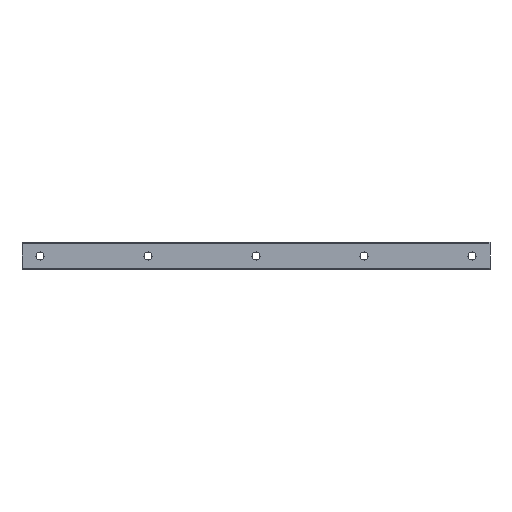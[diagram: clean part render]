
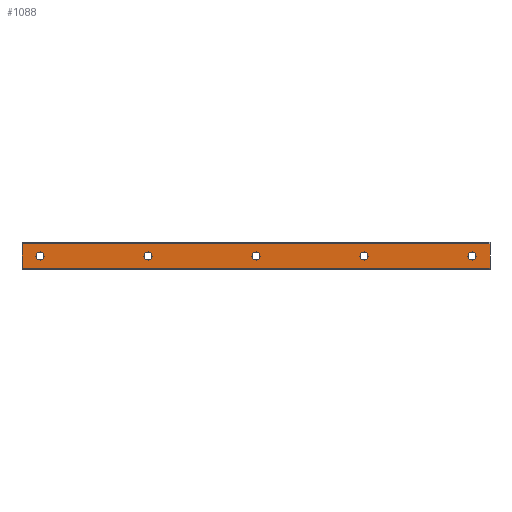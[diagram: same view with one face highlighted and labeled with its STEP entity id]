
A CAD part, front view. The second image highlights one B-rep face of the part: STEP entity #1088.
In plain terms, the highlighted planar face has unit normal (0, -1, 0).
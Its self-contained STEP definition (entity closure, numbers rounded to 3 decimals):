
#68 = ORIENTED_EDGE ( 'NONE', *, *, #2233, .F. ) ;
#88 = DIRECTION ( 'NONE',  ( 0., -1., 0. ) ) ;
#128 = EDGE_CURVE ( 'NONE', #1176, #2185, #1048, .T. ) ;
#135 = DIRECTION ( 'NONE',  ( 1., 0., 0. ) ) ;
#176 = ORIENTED_EDGE ( 'NONE', *, *, #979, .F. ) ;
#192 = EDGE_LOOP ( 'NONE', ( #819, #1793 ) ) ;
#193 = CARTESIAN_POINT ( 'NONE',  ( 240., 0., -2.25 ) ) ;
#203 = CARTESIAN_POINT ( 'NONE',  ( 250., 0., 6.786 ) ) ;
#222 = CIRCLE ( 'NONE', #2271, 2.25 ) ;
#231 = ORIENTED_EDGE ( 'NONE', *, *, #365, .F. ) ;
#249 = VERTEX_POINT ( 'NONE', #193 ) ;
#322 = ORIENTED_EDGE ( 'NONE', *, *, #943, .F. ) ;
#338 = AXIS2_PLACEMENT_3D ( 'NONE', #1319, #584, #1841 ) ;
#340 = DIRECTION ( 'NONE',  ( 0., 0., -1. ) ) ;
#365 = EDGE_CURVE ( 'NONE', #528, #1295, #513, .T. ) ;
#394 = AXIS2_PLACEMENT_3D ( 'NONE', #411, #2004, #1301 ) ;
#407 = CARTESIAN_POINT ( 'NONE',  ( 250., 0., 6.786 ) ) ;
#409 = EDGE_LOOP ( 'NONE', ( #1743, #2123 ) ) ;
#411 = CARTESIAN_POINT ( 'NONE',  ( 240., 0., 0. ) ) ;
#412 = EDGE_LOOP ( 'NONE', ( #1662, #564 ) ) ;
#438 = CARTESIAN_POINT ( 'NONE',  ( 120., 0., 0. ) ) ;
#453 = CARTESIAN_POINT ( 'NONE',  ( 180., 0., 0. ) ) ;
#466 = VERTEX_POINT ( 'NONE', #1005 ) ;
#482 = AXIS2_PLACEMENT_3D ( 'NONE', #1737, #2097, #1908 ) ;
#500 = VERTEX_POINT ( 'NONE', #2084 ) ;
#503 = VERTEX_POINT ( 'NONE', #1049 ) ;
#513 = CIRCLE ( 'NONE', #785, 2.25 ) ;
#520 = VERTEX_POINT ( 'NONE', #899 ) ;
#528 = VERTEX_POINT ( 'NONE', #718 ) ;
#535 = DIRECTION ( 'NONE',  ( 0., 0., 1. ) ) ;
#564 = ORIENTED_EDGE ( 'NONE', *, *, #2108, .F. ) ;
#575 = CARTESIAN_POINT ( 'NONE',  ( 180., 0., 0. ) ) ;
#584 = DIRECTION ( 'NONE',  ( 0., -1., 0. ) ) ;
#587 = EDGE_CURVE ( 'NONE', #835, #249, #1304, .T. ) ;
#592 = FACE_BOUND ( 'NONE', #409, .T. ) ;
#628 = FACE_BOUND ( 'NONE', #748, .T. ) ;
#672 = CIRCLE ( 'NONE', #1802, 2.25 ) ;
#701 = ORIENTED_EDGE ( 'NONE', *, *, #1923, .F. ) ;
#705 = VECTOR ( 'NONE', #135, 1000. ) ;
#709 = CARTESIAN_POINT ( 'NONE',  ( 0., 0., -2.25 ) ) ;
#718 = CARTESIAN_POINT ( 'NONE',  ( 180., 0., 2.25 ) ) ;
#720 = LINE ( 'NONE', #1256, #2057 ) ;
#734 = VERTEX_POINT ( 'NONE', #2274 ) ;
#748 = EDGE_LOOP ( 'NONE', ( #2042, #68 ) ) ;
#769 = ORIENTED_EDGE ( 'NONE', *, *, #1740, .F. ) ;
#785 = AXIS2_PLACEMENT_3D ( 'NONE', #453, #1180, #1728 ) ;
#796 = CARTESIAN_POINT ( 'NONE',  ( 0., 0., 2.25 ) ) ;
#819 = ORIENTED_EDGE ( 'NONE', *, *, #587, .F. ) ;
#835 = VERTEX_POINT ( 'NONE', #2289 ) ;
#854 = CARTESIAN_POINT ( 'NONE',  ( 250., 0., -6.786 ) ) ;
#898 = EDGE_CURVE ( 'NONE', #520, #466, #2106, .T. ) ;
#899 = CARTESIAN_POINT ( 'NONE',  ( 120., 0., 2.25 ) ) ;
#943 = EDGE_CURVE ( 'NONE', #734, #1768, #1981, .T. ) ;
#945 = CARTESIAN_POINT ( 'NONE',  ( 0., 0., 0. ) ) ;
#949 = ORIENTED_EDGE ( 'NONE', *, *, #128, .F. ) ;
#954 = DIRECTION ( 'NONE',  ( 0., 0., 1. ) ) ;
#979 = EDGE_CURVE ( 'NONE', #2185, #734, #2303, .T. ) ;
#1005 = CARTESIAN_POINT ( 'NONE',  ( 120., 0., -2.25 ) ) ;
#1019 = CIRCLE ( 'NONE', #338, 2.25 ) ;
#1043 = CARTESIAN_POINT ( 'NONE',  ( -10., 0., 6.786 ) ) ;
#1048 = LINE ( 'NONE', #1771, #1608 ) ;
#1049 = CARTESIAN_POINT ( 'NONE',  ( 60., 0., -2.25 ) ) ;
#1051 = EDGE_CURVE ( 'NONE', #249, #835, #672, .T. ) ;
#1088 = ADVANCED_FACE ( 'NONE', ( #2213, #592, #1697, #1868, #628, #1885 ), #1349, .F. ) ;
#1098 = CARTESIAN_POINT ( 'NONE',  ( 120., 0., 0. ) ) ;
#1120 = DIRECTION ( 'NONE',  ( 0., -1., 0. ) ) ;
#1121 = DIRECTION ( 'NONE',  ( 0., -1., 0. ) ) ;
#1135 = DIRECTION ( 'NONE',  ( 0., 1., 0. ) ) ;
#1149 = EDGE_CURVE ( 'NONE', #1474, #1960, #1509, .T. ) ;
#1163 = DIRECTION ( 'NONE',  ( 0., 0., 1. ) ) ;
#1167 = DIRECTION ( 'NONE',  ( 0., 0., 1. ) ) ;
#1176 = VERTEX_POINT ( 'NONE', #854 ) ;
#1180 = DIRECTION ( 'NONE',  ( 0., -1., 0. ) ) ;
#1234 = AXIS2_PLACEMENT_3D ( 'NONE', #1098, #1476, #1822 ) ;
#1256 = CARTESIAN_POINT ( 'NONE',  ( 250., 0., 6.786 ) ) ;
#1295 = VERTEX_POINT ( 'NONE', #1429 ) ;
#1297 = CARTESIAN_POINT ( 'NONE',  ( 240., 0., 0. ) ) ;
#1301 = DIRECTION ( 'NONE',  ( 0., 0., 1. ) ) ;
#1304 = CIRCLE ( 'NONE', #394, 2.25 ) ;
#1319 = CARTESIAN_POINT ( 'NONE',  ( 60., 0., 0. ) ) ;
#1349 = PLANE ( 'NONE',  #1424 ) ;
#1394 = CIRCLE ( 'NONE', #2184, 2.25 ) ;
#1407 = EDGE_LOOP ( 'NONE', ( #949, #701, #322, #176 ) ) ;
#1424 = AXIS2_PLACEMENT_3D ( 'NONE', #407, #1135, #1163 ) ;
#1429 = CARTESIAN_POINT ( 'NONE',  ( 180., 0., -2.25 ) ) ;
#1461 = EDGE_LOOP ( 'NONE', ( #231, #769 ) ) ;
#1474 = VERTEX_POINT ( 'NONE', #796 ) ;
#1476 = DIRECTION ( 'NONE',  ( 0., -1., 0. ) ) ;
#1479 = DIRECTION ( 'NONE',  ( 0., -1., 0. ) ) ;
#1493 = DIRECTION ( 'NONE',  ( 0., 0., 1. ) ) ;
#1505 = CIRCLE ( 'NONE', #2255, 2.25 ) ;
#1509 = CIRCLE ( 'NONE', #482, 2.25 ) ;
#1554 = VECTOR ( 'NONE', #1770, 1000. ) ;
#1608 = VECTOR ( 'NONE', #2336, 1000. ) ;
#1637 = CARTESIAN_POINT ( 'NONE',  ( 60., 0., 0. ) ) ;
#1649 = CIRCLE ( 'NONE', #1918, 2.25 ) ;
#1662 = ORIENTED_EDGE ( 'NONE', *, *, #1970, .F. ) ;
#1697 = FACE_BOUND ( 'NONE', #192, .T. ) ;
#1728 = DIRECTION ( 'NONE',  ( 0., 0., 1. ) ) ;
#1737 = CARTESIAN_POINT ( 'NONE',  ( 0., 0., 0. ) ) ;
#1740 = EDGE_CURVE ( 'NONE', #1295, #528, #1649, .T. ) ;
#1743 = ORIENTED_EDGE ( 'NONE', *, *, #1149, .F. ) ;
#1768 = VERTEX_POINT ( 'NONE', #2109 ) ;
#1770 = DIRECTION ( 'NONE',  ( 0., 0., 1. ) ) ;
#1771 = CARTESIAN_POINT ( 'NONE',  ( 250., 0., -6.786 ) ) ;
#1793 = ORIENTED_EDGE ( 'NONE', *, *, #1051, .F. ) ;
#1802 = AXIS2_PLACEMENT_3D ( 'NONE', #1297, #1121, #2029 ) ;
#1822 = DIRECTION ( 'NONE',  ( 0., 0., 1. ) ) ;
#1841 = DIRECTION ( 'NONE',  ( 0., 0., 1. ) ) ;
#1868 = FACE_BOUND ( 'NONE', #1461, .T. ) ;
#1885 = FACE_BOUND ( 'NONE', #412, .T. ) ;
#1908 = DIRECTION ( 'NONE',  ( 0., 0., 1. ) ) ;
#1918 = AXIS2_PLACEMENT_3D ( 'NONE', #575, #1120, #954 ) ;
#1923 = EDGE_CURVE ( 'NONE', #1768, #1176, #720, .T. ) ;
#1946 = DIRECTION ( 'NONE',  ( 0., -1., 0. ) ) ;
#1960 = VERTEX_POINT ( 'NONE', #709 ) ;
#1970 = EDGE_CURVE ( 'NONE', #500, #503, #1505, .T. ) ;
#1981 = LINE ( 'NONE', #203, #705 ) ;
#2004 = DIRECTION ( 'NONE',  ( 0., -1., 0. ) ) ;
#2029 = DIRECTION ( 'NONE',  ( 0., 0., 1. ) ) ;
#2042 = ORIENTED_EDGE ( 'NONE', *, *, #898, .F. ) ;
#2057 = VECTOR ( 'NONE', #340, 1000. ) ;
#2084 = CARTESIAN_POINT ( 'NONE',  ( 60., 0., 2.25 ) ) ;
#2097 = DIRECTION ( 'NONE',  ( 0., -1., 0. ) ) ;
#2106 = CIRCLE ( 'NONE', #1234, 2.25 ) ;
#2108 = EDGE_CURVE ( 'NONE', #503, #500, #1019, .T. ) ;
#2109 = CARTESIAN_POINT ( 'NONE',  ( 250., 0., 6.786 ) ) ;
#2123 = ORIENTED_EDGE ( 'NONE', *, *, #2245, .F. ) ;
#2184 = AXIS2_PLACEMENT_3D ( 'NONE', #945, #1479, #1167 ) ;
#2185 = VERTEX_POINT ( 'NONE', #2263 ) ;
#2213 = FACE_OUTER_BOUND ( 'NONE', #1407, .T. ) ;
#2233 = EDGE_CURVE ( 'NONE', #466, #520, #222, .T. ) ;
#2245 = EDGE_CURVE ( 'NONE', #1960, #1474, #1394, .T. ) ;
#2255 = AXIS2_PLACEMENT_3D ( 'NONE', #1637, #1946, #535 ) ;
#2263 = CARTESIAN_POINT ( 'NONE',  ( -10., 0., -6.786 ) ) ;
#2271 = AXIS2_PLACEMENT_3D ( 'NONE', #438, #88, #1493 ) ;
#2274 = CARTESIAN_POINT ( 'NONE',  ( -10., 0., 6.786 ) ) ;
#2289 = CARTESIAN_POINT ( 'NONE',  ( 240., 0., 2.25 ) ) ;
#2303 = LINE ( 'NONE', #1043, #1554 ) ;
#2336 = DIRECTION ( 'NONE',  ( -1., 0., 0. ) ) ;
